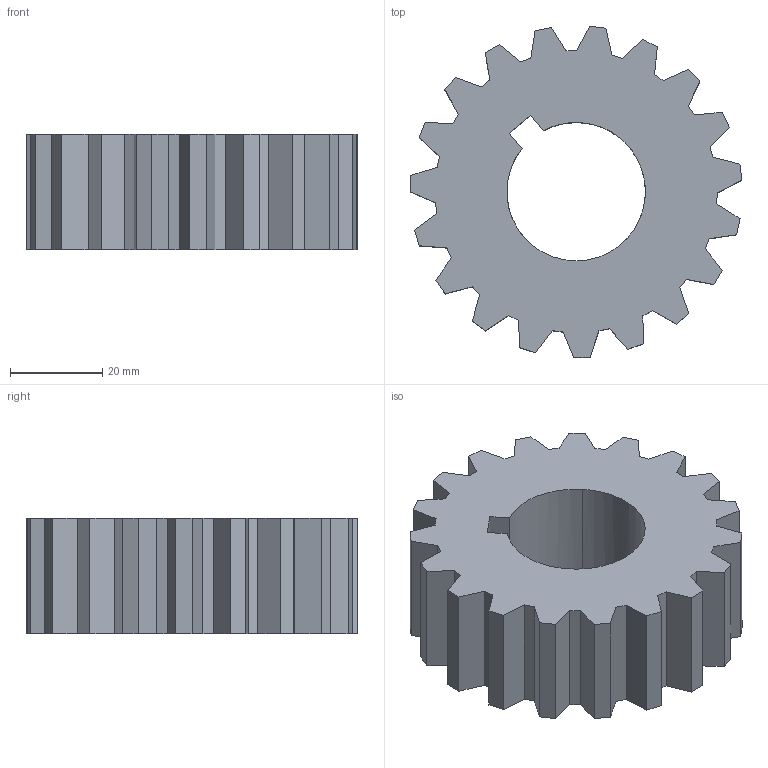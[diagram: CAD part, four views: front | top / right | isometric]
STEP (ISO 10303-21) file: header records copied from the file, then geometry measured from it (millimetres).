
FILE_DESCRIPTION(('produced by SPATIAL CORP'),'2;1');
FILE_NAME('Part54.hh.sat.stp', '2002-04-22T11:47:54+00:00',('SPATIAL CORP'),('SPATIAL CORP'), 'ACIS STEP Husk','http://www.spatial.com','SPATIAL CORP');
FILE_SCHEMA(('CONFIG_CONTROL_DESIGN'));
Length unit declared in the file: millimetre
Products named in the file (1): PRODUCT_ID_1
Bounding box: 71.92 x 71.88 x 25 mm (x, y, z)
Volume: 69669.6 mm3; surface area: 16649 mm2
Topology: 1 solids, 1 shells, 84 faces, 246 edges, 164 vertices
Faces by surface type: plane 62, cylinder 22
Entity records: 2581 total; most frequent: CARTESIAN_POINT 794, ORIENTED_EDGE 492, EDGE_CURVE 246, B_SPLINE_CURVE_WITH_KNOTS 201, DIRECTION 167, VERTEX_POINT 164, EDGE_LOOP 86, FACE_BOUND 86
